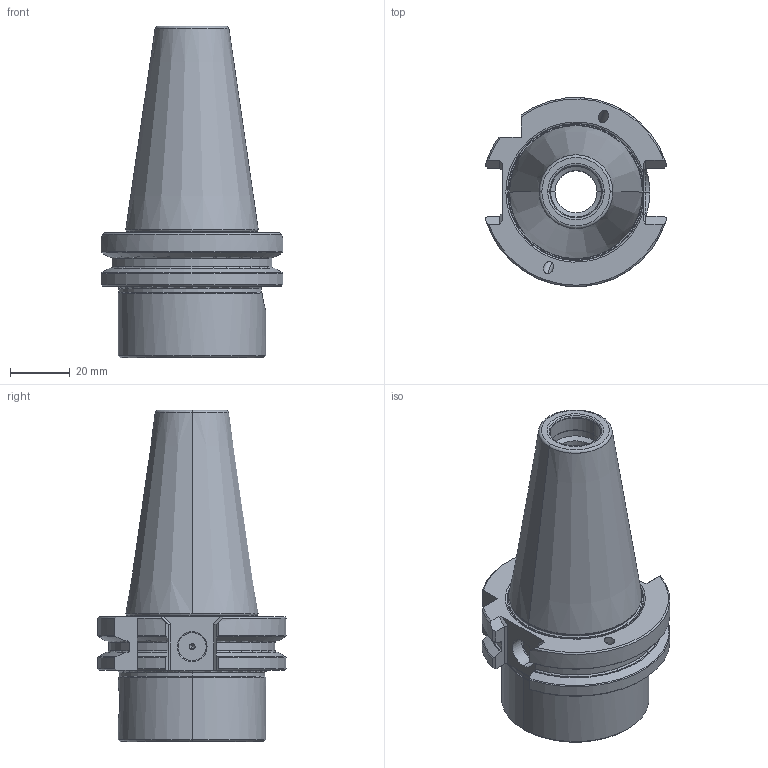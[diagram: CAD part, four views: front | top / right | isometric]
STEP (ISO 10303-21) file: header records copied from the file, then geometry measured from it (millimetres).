
FILE_DESCRIPTION(('no description'),'unknown implementation level');
FILE_NAME('68BD5C26-0A24-41FA-8A54-0F4685E9F92A_export.stp',' ',('CIMSOURCE GmbH'),('CADClick - KiM GmbH - www.kimweb.de'),'unknown preprocess','ACIS','unknown authorization');
FILE_SCHEMA(('automotive_design'));
Length unit declared in the file: millimetre
Products named in the file (2): 323.825 Kaiser SK40B VBD X CKS5 X 60B|690.435 Kaiser ETL M10 X 14 CK5;Schnitt-Linear austragen2; 323.825 Kaiser SK40B VBD X CKS5 X 60B|323.825 Kaiser SK40B VBD X CKS5 X 60B;Rotation2
Bounding box: 60.95 x 63.34 x 111.25 mm (x, y, z)
Volume: 117974.8 mm3; surface area: 29295.4 mm2
Topology: 2 solids, 2 shells, 229 faces, 566 edges, 346 vertices
Faces by surface type: plane 72, cone 70, cylinder 63, torus 24
Entity records: 13624 total; most frequent: CARTESIAN_POINT 1844, STYLED_ITEM 1139, PRESENTATION_STYLE_ASSIGNMENT 1139, COLOUR_RGB 1139, DIRECTION 1136, ORIENTED_EDGE 1124, EDGE_CURVE 562, CURVE_STYLE 562
